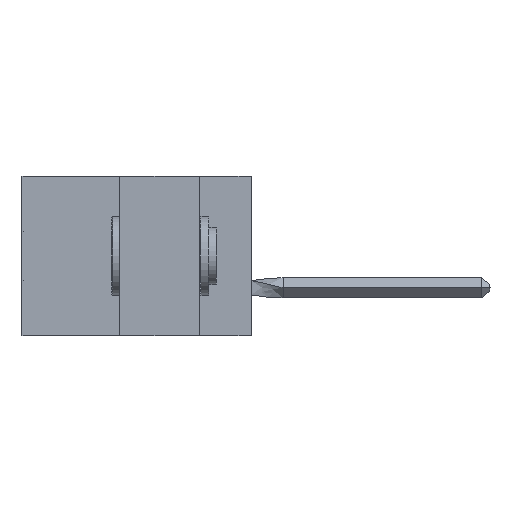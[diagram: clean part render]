
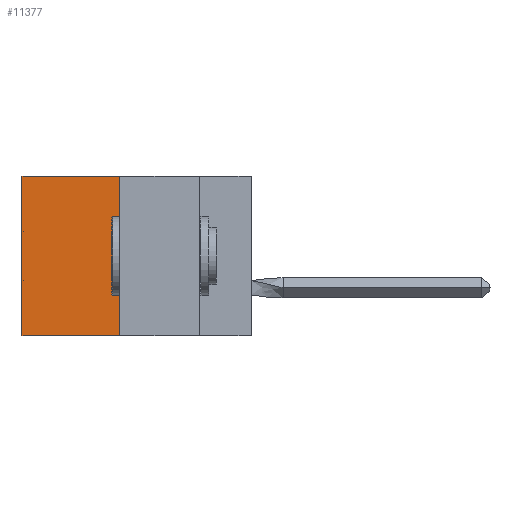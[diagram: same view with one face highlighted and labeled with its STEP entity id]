
A CAD part, left-side view. The second image highlights one B-rep face of the part: STEP entity #11377.
In plain terms, the highlighted planar face has unit normal (-1, 0, 0).
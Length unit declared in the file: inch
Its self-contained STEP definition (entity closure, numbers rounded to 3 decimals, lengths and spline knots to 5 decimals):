
#616 = ORIENTED_EDGE ( 'NONE', *, *, #16810, .F. ) ;
#1432 = EDGE_CURVE ( 'NONE', #27866, #5191, #40361, .T. ) ;
#1987 = FACE_OUTER_BOUND ( 'NONE', #8716, .T. ) ;
#5191 = VERTEX_POINT ( 'NONE', #5456 ) ;
#5456 = CARTESIAN_POINT ( 'NONE',  ( 0.305, 0.413, -0.5 ) ) ;
#5631 = DIRECTION ( 'NONE',  ( 1., 0., 0. ) ) ;
#5912 = VECTOR ( 'NONE', #42485, 39.37008 ) ;
#8716 = EDGE_LOOP ( 'NONE', ( #27942, #616, #40321, #19548 ) ) ;
#9179 = CARTESIAN_POINT ( 'NONE',  ( 0.305, 0.72, 0. ) ) ;
#9472 = AXIS2_PLACEMENT_3D ( 'NONE', #42459, #5631, #35707 ) ;
#11377 = ADVANCED_FACE ( 'NONE', ( #1987 ), #25804, .F. ) ;
#15632 = VERTEX_POINT ( 'NONE', #30754 ) ;
#16810 = EDGE_CURVE ( 'NONE', #5191, #15632, #23556, .T. ) ;
#18059 = DIRECTION ( 'NONE',  ( 0., 1., 0. ) ) ;
#19548 = ORIENTED_EDGE ( 'NONE', *, *, #30207, .T. ) ;
#21239 = LINE ( 'NONE', #25538, #5912 ) ;
#23556 = LINE ( 'NONE', #27647, #40406 ) ;
#25538 = CARTESIAN_POINT ( 'NONE',  ( 0.305, 0.413, 0. ) ) ;
#25804 = PLANE ( 'NONE',  #9472 ) ;
#25932 = DIRECTION ( 'NONE',  ( 0., 0., -1. ) ) ;
#27647 = CARTESIAN_POINT ( 'NONE',  ( 0.305, 0.413, -0.5 ) ) ;
#27752 = CARTESIAN_POINT ( 'NONE',  ( 0.305, 0.413, 0. ) ) ;
#27866 = VERTEX_POINT ( 'NONE', #27752 ) ;
#27942 = ORIENTED_EDGE ( 'NONE', *, *, #36501, .T. ) ;
#28517 = VECTOR ( 'NONE', #29592, 39.37008 ) ;
#28917 = CARTESIAN_POINT ( 'NONE',  ( 0.305, 0.413, -0.5 ) ) ;
#29290 = VECTOR ( 'NONE', #25932, 39.37008 ) ;
#29592 = DIRECTION ( 'NONE',  ( 0., 0., -1. ) ) ;
#30207 = EDGE_CURVE ( 'NONE', #27866, #32305, #21239, .T. ) ;
#30754 = CARTESIAN_POINT ( 'NONE',  ( 0.305, 0.72, -0.5 ) ) ;
#32305 = VERTEX_POINT ( 'NONE', #9179 ) ;
#33005 = CARTESIAN_POINT ( 'NONE',  ( 0.305, 0.72, -0.5 ) ) ;
#35707 = DIRECTION ( 'NONE',  ( 0., 0., -1. ) ) ;
#36501 = EDGE_CURVE ( 'NONE', #32305, #15632, #42223, .T. ) ;
#40321 = ORIENTED_EDGE ( 'NONE', *, *, #1432, .F. ) ;
#40361 = LINE ( 'NONE', #28917, #29290 ) ;
#40406 = VECTOR ( 'NONE', #18059, 39.37008 ) ;
#42223 = LINE ( 'NONE', #33005, #28517 ) ;
#42459 = CARTESIAN_POINT ( 'NONE',  ( 0.305, 0.413, -0.5 ) ) ;
#42485 = DIRECTION ( 'NONE',  ( 0., 1., 0. ) ) ;
